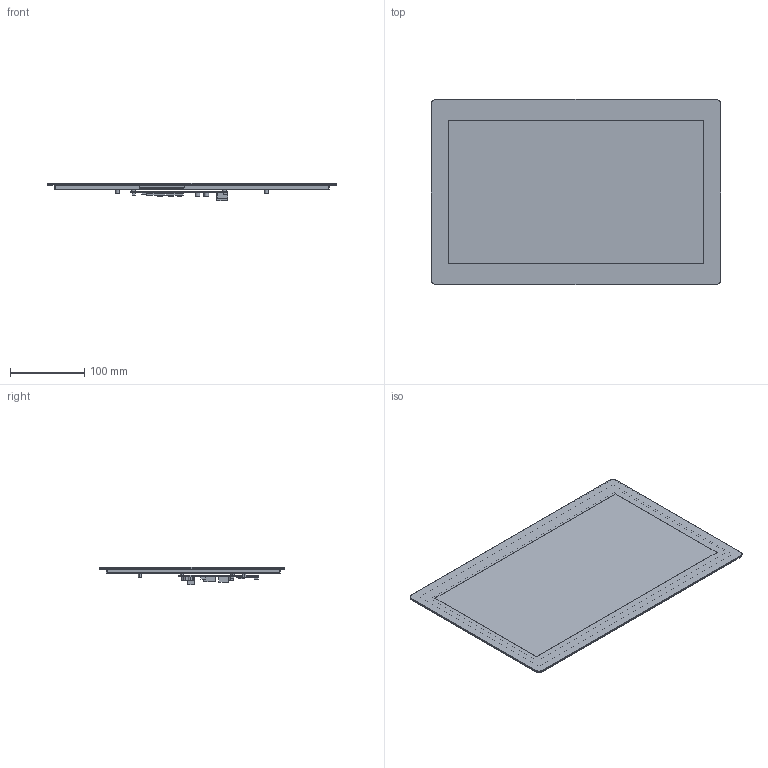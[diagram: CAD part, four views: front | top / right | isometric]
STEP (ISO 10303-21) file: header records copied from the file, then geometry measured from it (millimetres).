
FILE_DESCRIPTION((''),'2;1');
FILE_NAME('HDW156-001L','2021-11-09T',('Administrator'),(''),'PRO/ENGINEER BY PARAMETRIC TECHNOLOGY CORPORATION, 2011310','PRO/ENGINEER BY PARAMETRIC TECHNOLOGY CORPORATION, 2011310','');
FILE_SCHEMA(('CONFIG_CONTROL_DESIGN','SHAPE_APPEARANCE_LAYERS_GROUPS'));
Length unit declared in the file: millimetre
Products named in the file (1): HDW156-001L
Bounding box: 389.16 x 248.6 x 23.5 mm (x, y, z)
Volume: 563490.5 mm3; surface area: 549029.1 mm2
Topology: 1 solids, 2 shells, 361 faces, 993 edges, 659 vertices
Faces by surface type: plane 269, cylinder 92
Entity records: 14199 total; most frequent: CARTESIAN_POINT 2013, ORIENTED_EDGE 1986, DIRECTION 1915, EDGE_CURVE 993, VECTOR 793, LINE 793, VERTEX_POINT 659, AXIS2_PLACEMENT_3D 561
